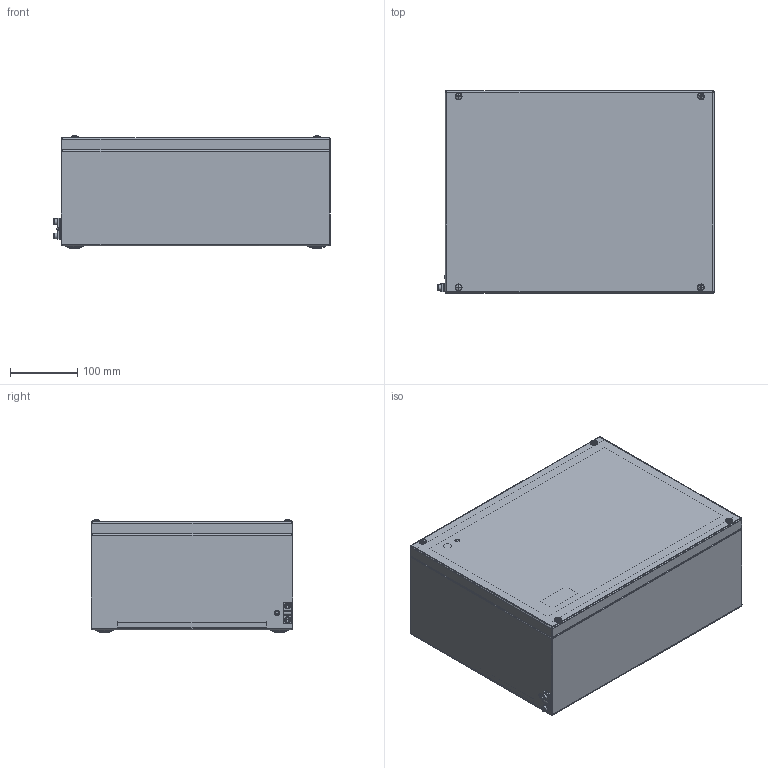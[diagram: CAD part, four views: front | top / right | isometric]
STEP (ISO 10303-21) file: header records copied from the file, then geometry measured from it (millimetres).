
FILE_DESCRIPTION (( 'STEP AP214' ), '1' );
FILE_NAME ('34403016.STEP', '2017-12-12T13:03:34', ( 'Macha' ), ( 'Hewlett-Packard Company' ), 'SwSTEP 2.0', 'SolidWorks 2017', '' );
FILE_SCHEMA (( 'AUTOMOTIVE_DESIGN' ));
Length unit declared in the file: millimetre
Products named in the file (18): 93344; 41070; 82410_37403016; 42411_Ex; 56814_Ex; 94753; 42110; 86003_Bl.1,25; 42429_Ex; 34403016; 83015; 92081; 93238; 95498; 95947; 92684; 56829_Ex; 93379
Assembly tree (37 placements, depth 3):
  34403016
    56814_Ex
      42429_Ex
      86003_Bl.1,25  x4
      42110  x2
      94753  x4
    56829_Ex
      42411_Ex
      82410_37403016
      41070  x4
      93344  x4
      93379
    92684
    86003_Bl.1,25  x2
    95947
    95498
    93238  x2
    83015  x2
    92081  x4
Bounding box: 411 x 300 x 168.37 mm (x, y, z)
Volume: 795667 mm3; surface area: 1110195.5 mm2
Topology: 35 solids, 35 shells, 934 faces, 2045 edges, 1244 vertices
Faces by surface type: plane 439, cylinder 293, bspline 92, cone 56, torus 30, sphere 24
Full cylindrical faces by diameter (mm): 1.9 x1, 4.2 x10, 4.7 x4, 5 x44, 5.9 x6, 6 x1, 6.5 x4, 7 x18, 8 x12, 8.5 x6, 9 x6, 10 x10, 10.4 x4, 12 x1, 14 x4
Entity records: 18615 total; most frequent: CARTESIAN_POINT 5770, DIRECTION 2357, ORIENTED_EDGE 2304, EDGE_CURVE 1152, AXIS2_PLACEMENT_3D 860, EDGE_LOOP 735, VERTEX_POINT 715, LINE 637
